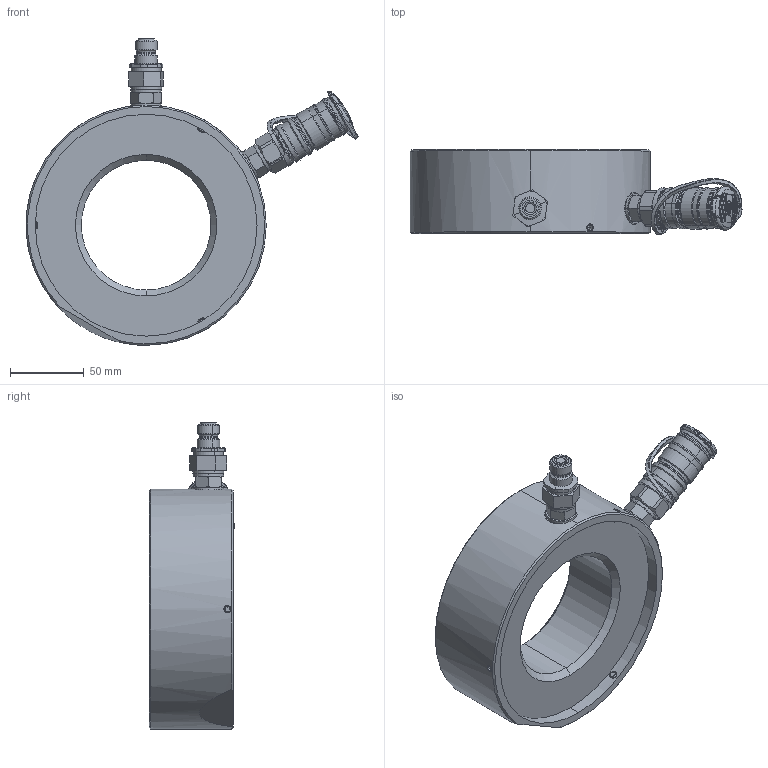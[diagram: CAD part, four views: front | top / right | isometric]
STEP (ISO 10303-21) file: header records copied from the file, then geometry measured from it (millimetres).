
FILE_DESCRIPTION (( 'STEP AP214' ), '1' );
FILE_NAME ('CTST No.4 LOADCELL ASSEMBLY.STEP', '2019-03-12T08:59:53', ( '' ), ( '' ), 'SwSTEP 2.0', 'SolidWorks 2018', '' );
FILE_SCHEMA (( 'AUTOMOTIVE_DESIGN' ));
Length unit declared in the file: millimetre
Products named in the file (1): CTST No.4 LOADCELL ASSEMBLY
Bounding box: 225.25 x 57.77 x 208.02 mm (x, y, z)
Surface area: 104080.7 mm2 (no closed solid volume)
Topology: 0 solids, 16 shells, 568 faces, 2242 edges, 1608 vertices
Faces by surface type: bspline 188, cone 118, plane 102, cylinder 94, sphere 43, torus 23
Entity records: 38693 total; most frequent: CARTESIAN_POINT 16806, ORIENTED_EDGE 3361, DIRECTION 2403, EDGE_CURVE 2227, VERTEX_POINT 1601, B_SPLINE_CURVE_WITH_KNOTS 1188, AXIS2_PLACEMENT_3D 1017, EDGE_LOOP 647
